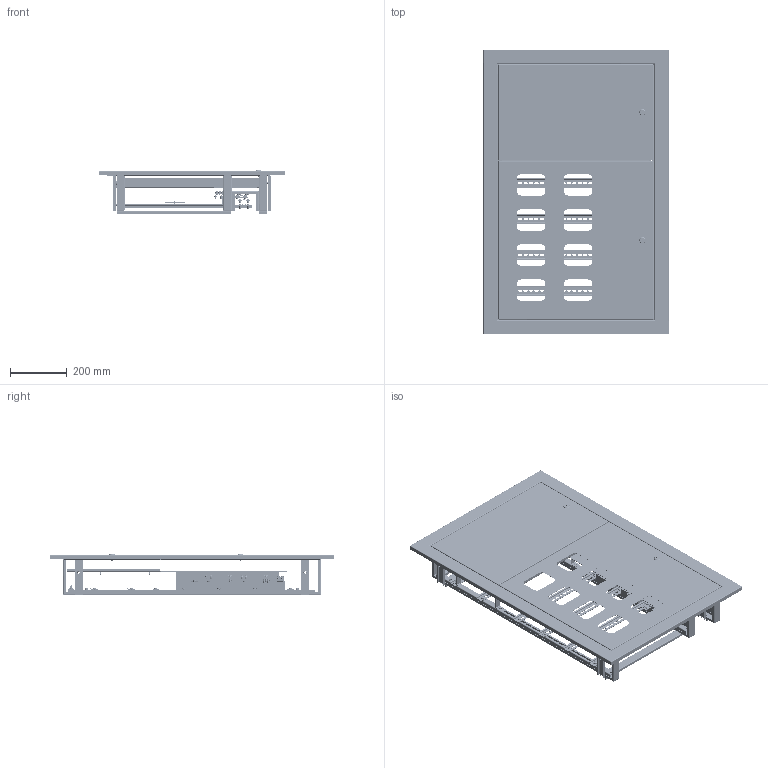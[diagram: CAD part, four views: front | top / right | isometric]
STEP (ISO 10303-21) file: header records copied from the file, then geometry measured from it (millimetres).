
FILE_DESCRIPTION (( 'STEP AP203' ), '1' );
FILE_NAME ('Ùèò ýòàæíûé 8 êâ. áåç ñëàáîò. îòñ. (1000õ650õ150) EKF PROxima.STEP', '2023-10-12T06:12:09', ( '' ), ( '' ), 'SwSTEP 2.0', 'SolidWorks 2021', '' );
FILE_SCHEMA (( 'CONFIG_CONTROL_DESIGN' ));
Length unit declared in the file: millimetre
Products named in the file (50): 倘-2476.07.00.001 脏朦囗咫黖8. 寛-2414.00.00.001-06; ÌÈ-1904.06.00.000 Èçîëÿòîð êàðáîëèòîâûé ñ ïðÿìûì è 1 ñòóïåí÷àòûì êðîíøòåéíîì; ÌÈ-2476.04.00.001 Äåðæàòåëü êàðòîíà; ﾌﾈ-2414.01.00.007 ﾊ煇鳫; ÌÈ-2476.02.00.000 Äâåðü ñèëîâàÿ ÑÁ; Çàêëåïêà ãàå÷íàÿ Ì8; plain washer 6902 type abc_din_DIN 6902-A4.55; pan head cross recess screw_din1_ISO 7045 - M4 x 16 - Z --- 16N; hex flange nut_din1_Hexagon Flange Nut DIN 6923 - M6 - N; ��-2414.05.00.000 ���� ��������� ��_7,8��. ��-2413.05.00.000-05 ���� ���⠦��� ��; pan head cross recess screw_din_DIN EN ISO 7045 - M6 x 20 - Z - 20N; ÌÈ-2414.01.00.002 Ñòåíêà áîêîâàÿ; ﾌﾈ-2476.03.00.001 ﾄ粢 褪濱8 ｪ｢. 決-2414.03.00.001-06 ┐･瑟 肅･笄; DIN-謥濋趌L=420 (!); ÌÈ-2414.05.00.003 Êðîíøòåéí ïîä äèí-ðåéêó; Çàêëåïêà ãàå÷íàÿ Ì6; Ãàå÷íàÿ çàêëåïêà Ì4; 2_DIN EN ISO 7045 - M4 x 16 - Z - 16N; ÌÈ-2414.06.00.00 Èçîëÿòîð êàðáîëèòîâûé 3õ ñòóïåí÷àòûì  è 2õ ñòóïåí÷àòûì êðîíøòåéíàìè; ÌÈ-2414.06.00.001 Êðîíøòåéí òðåõñòóïåí÷àòûé; ÌÈ-1904.06.00.001 Êðîíøòåéí ïðÿìîé; pan head cross recess screw_din11_ISO 7045 - M4 x 10 - Z --- 10N; Ùèò ýòàæíûé 8 êâ. áåç ñëàáîò. îòñ. (1000õ650õ150) EKF PROxima; Øïèëüêà Ì6õ12; 昈-2476.01.00.000 扻豵鵨 捘; ��-2476.03.00.000 ����� ����� ��_8 ��. ��-2414.03.00.000-06 ����� ��� ��; Çàêëåïêà ãàå÷íàÿ Ì4; pan head cross recess screw_din11_DIN EN ISO 7045 - M6 x 16 - Z - 16N; ÌÈ-1904.07.00.000 Èçîëÿòîð êàðáîëèòîâûé 1 ñòóïåí÷àòûì  è 2õ ñòóïåí÷àòûì êðîíøòåéíàìè; ÌÈ-2476.01.00.002 Óñèëèòåëü êàáåëüíûé  ; hex flange nut_din3_Hexagon Flange Nut DIN 6923 - M6 - N; ÌÈ-2414.01.00.001 Ñòåíêà áîêîâàÿ; ÌÈ-1904.07.00.001 Êðîíøòåéí îäíîñòóïåí÷àòûé; Çàêëåïêà öèëèíäðè÷åñêàÿ Ì4 ÑÒ-Á ñ âíóòðåííåé ðåçüáîé_Œ8; pan head cross recess screw_din11_DIN EN ISO 7045 - M4 x 10 - Z - 10N; 忺貗鍙_425; 昈-2476.01.00.001 栺樇罻; ÌÈ-2476.02.00.001 Äâåðü ñèëîâàÿ; ﾕ黑 ﾙﾝ; ÌÈ-1904.07.00.002 Êðîíøòåéí äâóõñòóïåí÷àòûé ...
Assembly tree (207 placements, depth 4):
  Ùèò ýòàæíûé 8 êâ. áåç ñëàáîò. îòñ. (1000õ650õ150) EKF PROxima
    昈-2476.01.00.000 扻豵鵨 捘
      ÌÈ-2414.01.00.002 Ñòåíêà áîêîâàÿ
      ÌÈ-2414.01.00.001 Ñòåíêà áîêîâàÿ
      昈-2476.01.00.001 栺樇罻  x2
      Ïëàñòèíà 100õ35  x4
      ÌÈ-2414.01.00.008 Äåðæàòåëü äâåðè
      ÌÈ-2476.01.00.002 Óñèëèòåëü êàáåëüíûé    x2
      Çàêëåïêà ãàå÷íàÿ Ì8  x4
      Øïèëüêà Ì6õ12  x3
      ﾌﾈ-2414.01.00.007 ﾊ煇鳫  x3
      Çàêëåïêà ãàå÷íàÿ Ì6  x4
    ÌÈ-2476.02.00.000 Äâåðü ñèëîâàÿ ÑÁ
      Çàêëåïêà ãàå÷íàÿ Ì4  x2
      ÌÈ-2476.02.00.001 Äâåðü ñèëîâàÿ
      Çàìîê ïî÷òîâûé
      Øïèëüêà Ì6õ12
    ��-2476.03.00.000 ����� ����� ��_8 ��. ��-2414.03.00.000-06 ����� ��� ��
      ﾌﾈ-2476.03.00.001 ﾄ粢 褪濱8 ｪ｢. 決-2414.03.00.001-06 ┐･瑟 肅･笄
      Çàìîê ïî÷òîâûé
      Çàêëåïêà ãàå÷íàÿ Ì4
      Øïèëüêà Ì6õ12
    pan head cross recess screw_din1_ISO 7045 - M4 x 16 - Z --- 16N  x3
    cross ph tapping 968_din_Screw DIN 968-ST4.2x13-C-H-N  x2
    hex flange nut_din1_Hexagon Flange Nut DIN 6923 - M6 - N  x2
    倘-2476.07.00.001 脏朦囗咫黖8. 寛-2414.00.00.001-06
    hex flange nut_din_Hexagon Flange Nut DIN 6923 - M6 - N  x2
    pan head cross recess screw_din_DIN EN ISO 7045 - M6 x 20 - Z - 20N  x4
    ��-2414.05.00.000 ���� ��������� ��_7,8��. ��-2413.05.00.000-05 ���� ���⠦��� ��
      ÌÈ-2414.05.00.001 Ðåéêà âåðòèêàëüíàÿ  x2
      ÌÈ-2414.05.00.002 Ðåéêà ãîðèçîíòàëüíàÿ
      pan head cross recess screw_din11_DIN EN ISO 7045 - M6 x 16 - Z - 16N  x16
      hex flange nut_din3_Hexagon Flange Nut DIN 6923 - M6 - N  x16
      DIN-謥濋趌L=420 (!)  x6
      ÌÈ-2414.05.00.003 Êðîíøòåéí ïîä äèí-ðåéêó  x4
      ﾕ黑 ﾙﾝ
      pan head cross recess screw_din2_DIN EN ISO 7045 - M4 x 16 - Z - 16N  x2
      Çàêëåïêà öèëèíäðè÷åñêàÿ Ì4 ÑÒ-Á ñ âíóòðåííåé ðåçüáîé_Œ8
      Øèíà N, PE 12 îòâ.
      2_DIN EN ISO 7045 - M4 x 16 - Z - 16N
      ÌÈ-1904.06.00.000 Èçîëÿòîð êàðáîëèòîâûé ñ ïðÿìûì è 1 ñòóïåí÷àòûì êðîíøòåéíîì
        Çàæèì äëÿ ïðîâîäíèêîâ ïèòàþùåé öåïè_1
        ﾕ黑 ﾙﾝ  x2
        ÌÈ-1904.06.00.001 Êðîíøòåéí ïðÿìîé
        ÌÈ-1904.07.00.001 Êðîíøòåéí îäíîñòóïåí÷àòûé
        Ãàå÷íàÿ çàêëåïêà Ì4  x9
        pan head cross recess screw_din11_ISO 7045 - M4 x 10 - Z --- 10N  x8
        plain washer 6902 type abc_din_DIN 6902-A4.55  x3
        pan head cross recess screw_din11_DIN EN ISO 7045 - M4 x 10 - Z - 10N
      ÌÈ-1904.07.00.000 Èçîëÿòîð êàðáîëèòîâûé 1 ñòóïåí÷àòûì  è 2õ ñòóïåí÷àòûì êðîíøòåéíàìè
        Çàæèì äëÿ ïðîâîäíèêîâ ïèòàþùåé öåïè_1
        ÌÈ-1904.07.00.001 Êðîíøòåéí îäíîñòóïåí÷àòûé
        ÌÈ-1904.07.00.002 Êðîíøòåéí äâóõñòóïåí÷àòûé
        ﾕ黑 ﾙﾝ  x2
        Ãàå÷íàÿ çàêëåïêà Ì4  x11
        pan head cross recess screw_din11_ISO 7045 - M4 x 10 - Z --- 10N  x10
        plain washer 6902 type abc_din_DIN 6902-A4.55  x5
        pan head cross recess screw_din11_DIN EN ISO 7045 - M4 x 10 - Z - 10N
      ÌÈ-2414.06.00.00 Èçîëÿòîð êàðáîëèòîâûé 3õ ñòóïåí÷àòûì  è 2õ ñòóïåí÷àòûì êðîíøòåéíàìè
        Çàæèì äëÿ ïðîâîäíèêîâ ïèòàþùåé öåïè_1
Bounding box: 650 x 1000 x 153 mm (x, y, z)
Volume: 1581207.3 mm3; surface area: 3200988.7 mm2
Topology: 200 solids, 200 shells, 7417 faces, 17687 edges, 10740 vertices
Faces by surface type: plane 3511, cylinder 2072, cone 852, torus 596, bspline 262, sphere 124
Entity records: 78946 total; most frequent: CARTESIAN_POINT 18743, DIRECTION 10645, ORIENTED_EDGE 10266, EDGE_CURVE 5133, AXIS2_PLACEMENT_3D 3792, VERTEX_POINT 3156, VECTOR 3061, LINE 3061
